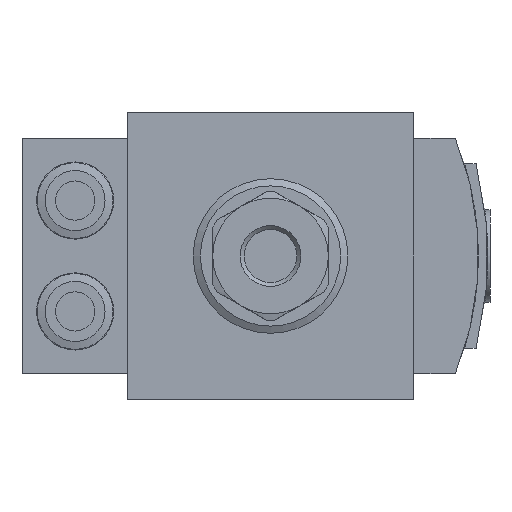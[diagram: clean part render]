
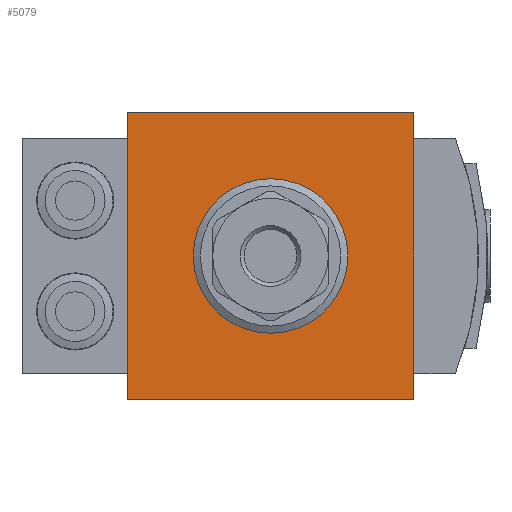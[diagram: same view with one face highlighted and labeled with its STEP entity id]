
A CAD part, front view. The second image highlights one B-rep face of the part: STEP entity #5079.
In plain terms, the highlighted planar face has unit normal (0, -1, 0).
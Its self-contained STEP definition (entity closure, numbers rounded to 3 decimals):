
#124=PLANE('',#5349);
#321=LINE('',#6832,#693);
#339=LINE('',#6866,#711);
#348=LINE('',#6883,#720);
#413=LINE('',#7035,#785);
#693=VECTOR('',#5753,1000.);
#711=VECTOR('',#5773,1000.);
#720=VECTOR('',#5784,1000.);
#785=VECTOR('',#5907,1000.);
#1283=ORIENTED_EDGE('',*,*,#2219,.F.);
#1284=ORIENTED_EDGE('',*,*,#2089,.F.);
#1285=ORIENTED_EDGE('',*,*,#2107,.F.);
#1286=ORIENTED_EDGE('',*,*,#2116,.F.);
#1287=ORIENTED_EDGE('',*,*,#2197,.F.);
#2089=EDGE_CURVE('',#2572,#2573,#321,.T.);
#2107=EDGE_CURVE('',#2587,#2572,#339,.T.);
#2116=EDGE_CURVE('',#2594,#2587,#348,.T.);
#2197=EDGE_CURVE('',#2573,#2594,#413,.T.);
#2219=EDGE_CURVE('',#2665,#2665,#2868,.F.);
#2572=VERTEX_POINT('',#6831);
#2573=VERTEX_POINT('',#6833);
#2587=VERTEX_POINT('',#6865);
#2594=VERTEX_POINT('',#6882);
#2665=VERTEX_POINT('',#7078);
#2868=CIRCLE('',#5350,16.732);
#2986=EDGE_LOOP('',(#1283));
#2987=EDGE_LOOP('',(#1284,#1285,#1286,#1287));
#3270=FACE_BOUND('',#2986,.T.);
#3271=FACE_BOUND('',#2987,.T.);
#5079=ADVANCED_FACE('',(#3270,#3271),#124,.F.);
#5349=AXIS2_PLACEMENT_3D('',#7076,#5946,#5947);
#5350=AXIS2_PLACEMENT_3D('',#7077,#5948,#5949);
#5753=DIRECTION('',(0.,0.,1.));
#5773=DIRECTION('',(-1.,0.,0.));
#5784=DIRECTION('',(0.,0.,-1.));
#5907=DIRECTION('',(1.,0.,0.));
#5946=DIRECTION('',(0.,1.,0.));
#5947=DIRECTION('',(0.,0.,1.));
#5948=DIRECTION('',(0.,1.,0.));
#5949=DIRECTION('',(0.,0.,1.));
#6831=CARTESIAN_POINT('',(-31.,-45.5,-31.));
#6832=CARTESIAN_POINT('',(-31.,-45.5,-31.));
#6833=CARTESIAN_POINT('',(-31.,-45.5,31.));
#6865=CARTESIAN_POINT('',(31.,-45.5,-31.));
#6866=CARTESIAN_POINT('',(31.,-45.5,-31.));
#6882=CARTESIAN_POINT('',(31.,-45.5,31.));
#6883=CARTESIAN_POINT('',(31.,-45.5,31.));
#7035=CARTESIAN_POINT('',(-31.,-45.5,31.));
#7076=CARTESIAN_POINT('',(0.,-45.5,0.));
#7077=CARTESIAN_POINT('',(0.,-45.5,0.));
#7078=CARTESIAN_POINT('',(0.,-45.5,16.732));
